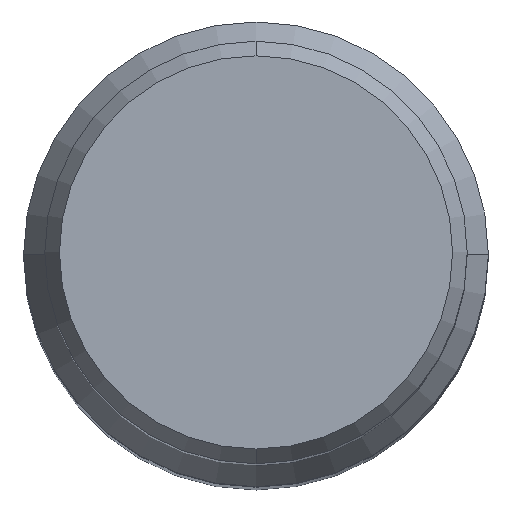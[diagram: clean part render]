
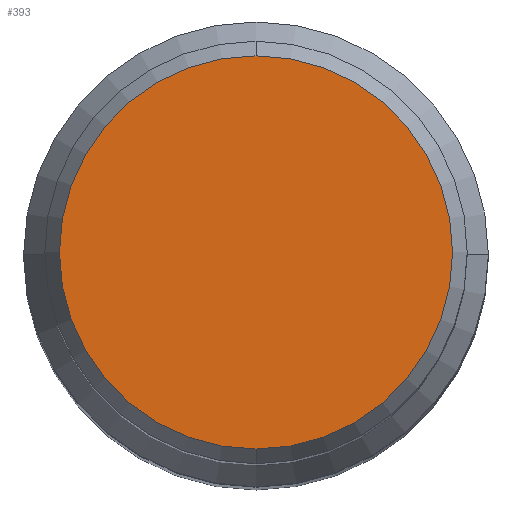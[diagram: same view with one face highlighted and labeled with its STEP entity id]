
A CAD part, top view. The second image highlights one B-rep face of the part: STEP entity #393.
In plain terms, the highlighted planar face has unit normal (0, 0, 1).
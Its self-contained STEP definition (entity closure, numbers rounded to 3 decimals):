
#329=EDGE_CURVE('',#519,#335,#708,.T.);
#335=VERTEX_POINT('',#714);
#393=ADVANCED_FACE('',(#778),#779,.T.);
#507=EDGE_CURVE('',#335,#519,#902,.T.);
#519=VERTEX_POINT('',#915);
#708=CIRCLE('',#1366,9.307);
#714=CARTESIAN_POINT('',(0.,-9.307,0.0));
#778=FACE_OUTER_BOUND('',#1494,.T.);
#779=PLANE('',#1495);
#902=CIRCLE('',#1713,9.307);
#915=CARTESIAN_POINT('',(0.0,9.307,0.0));
#1366=AXIS2_PLACEMENT_3D('',#2006,#2007,#2008);
#1494=EDGE_LOOP('',(#2107,#2108));
#1495=AXIS2_PLACEMENT_3D('',#2109,#2110,#2111);
#1713=AXIS2_PLACEMENT_3D('',#2228,#2229,#2230);
#2006=CARTESIAN_POINT('',(0.0,0.0,0.0));
#2007=DIRECTION('',(0.0,0.0,-1.0));
#2008=DIRECTION('',(0.0,1.0,0.0));
#2107=ORIENTED_EDGE('',*,*,#329,.F.);
#2108=ORIENTED_EDGE('',*,*,#507,.F.);
#2109=CARTESIAN_POINT('',(0.0,4.654,0.0));
#2110=DIRECTION('',(-0.0,0.0,1.0));
#2111=DIRECTION('',(0.0,-1.0,0.0));
#2228=CARTESIAN_POINT('',(0.0,0.0,0.0));
#2229=DIRECTION('',(0.0,0.0,-1.0));
#2230=DIRECTION('',(0.0,1.0,0.0));
